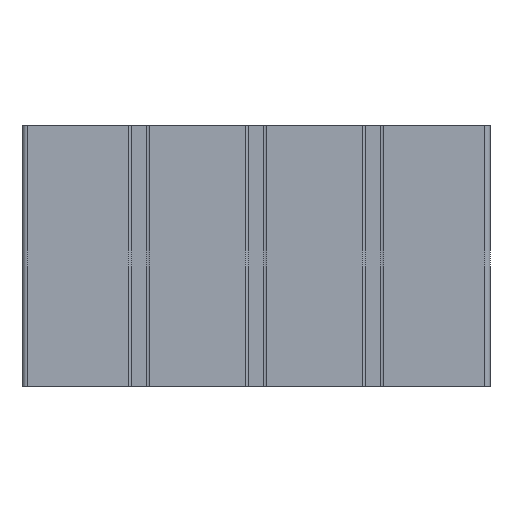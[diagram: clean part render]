
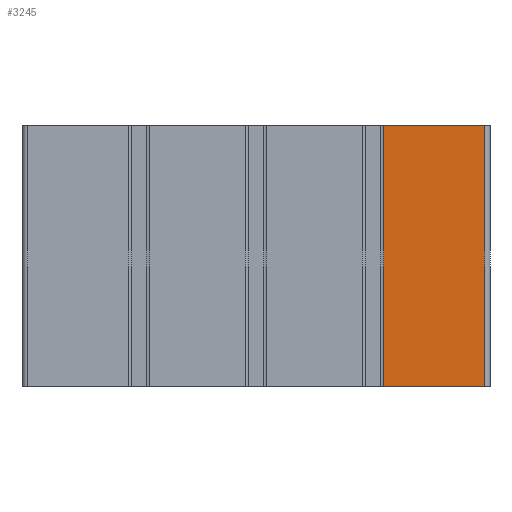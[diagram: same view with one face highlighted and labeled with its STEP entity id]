
A CAD part, front view. The second image highlights one B-rep face of the part: STEP entity #3245.
In plain terms, the highlighted planar face has unit normal (0, -1, 0).
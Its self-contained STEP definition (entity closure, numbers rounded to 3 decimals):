
#826=CARTESIAN_POINT('',(88.,-9.25,0.0));
#827=VERTEX_POINT('',#826);
#835=CARTESIAN_POINT('',(49.1,-9.25,0.0));
#836=VERTEX_POINT('',#835);
#837=CARTESIAN_POINT('',(88.,-9.25,0.0));
#838=DIRECTION('',(-1.0,0.0,0.0));
#839=VECTOR('',#838,38.9);
#840=LINE('',#837,#839);
#841=EDGE_CURVE('',#827,#836,#840,.T.);
#2562=CARTESIAN_POINT('',(49.1,-9.25,100.0));
#2563=VERTEX_POINT('',#2562);
#2564=CARTESIAN_POINT('',(49.1,-9.25,100.0));
#2565=DIRECTION('',(0.0,0.0,-1.0));
#2566=VECTOR('',#2565,100.0);
#2567=LINE('',#2564,#2566);
#2568=EDGE_CURVE('',#2563,#836,#2567,.T.);
#3122=CARTESIAN_POINT('',(88.,-9.25,100.0));
#3123=VERTEX_POINT('',#3122);
#3124=CARTESIAN_POINT('',(88.,-9.25,100.0));
#3125=DIRECTION('',(-1.0,0.0,0.0));
#3126=VECTOR('',#3125,38.9);
#3127=LINE('',#3124,#3126);
#3128=EDGE_CURVE('',#3123,#2563,#3127,.T.);
#3229=CARTESIAN_POINT('',(88.,-9.25,0.0));
#3230=DIRECTION('',(0.0,-1.0,0.0));
#3231=DIRECTION('',(0.0,0.0,-1.0));
#3232=AXIS2_PLACEMENT_3D('',#3229,#3230,#3231);
#3233=PLANE('',#3232);
#3234=ORIENTED_EDGE('',*,*,#2568,.T.);
#3235=ORIENTED_EDGE('',*,*,#841,.F.);
#3236=CARTESIAN_POINT('',(88.,-9.25,0.0));
#3237=DIRECTION('',(0.0,0.0,1.0));
#3238=VECTOR('',#3237,100.0);
#3239=LINE('',#3236,#3238);
#3240=EDGE_CURVE('',#827,#3123,#3239,.T.);
#3241=ORIENTED_EDGE('',*,*,#3240,.T.);
#3242=ORIENTED_EDGE('',*,*,#3128,.T.);
#3243=EDGE_LOOP('',(#3234,#3235,#3241,#3242));
#3244=FACE_OUTER_BOUND('',#3243,.T.);
#3245=ADVANCED_FACE('',(#3244),#3233,.T.);
